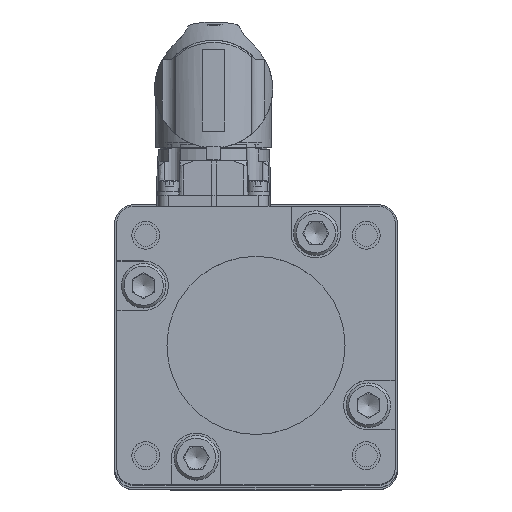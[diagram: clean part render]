
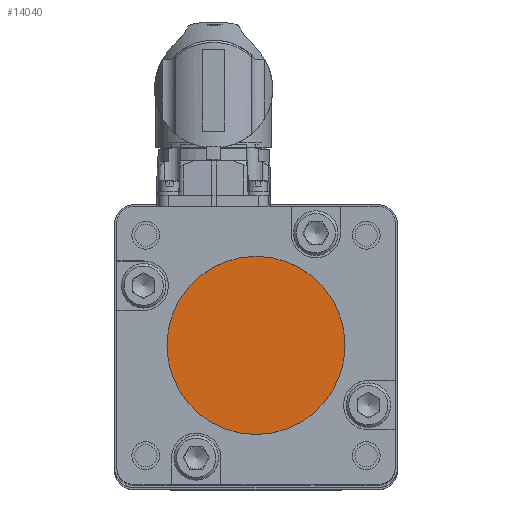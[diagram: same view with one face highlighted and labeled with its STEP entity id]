
A CAD part, top view. The second image highlights one B-rep face of the part: STEP entity #14040.
In plain terms, the highlighted planar face has unit normal (0, 0, 1).
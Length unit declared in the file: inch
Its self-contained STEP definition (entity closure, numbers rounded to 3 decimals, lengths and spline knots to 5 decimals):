
#1513 = CARTESIAN_POINT ( 'NONE',  ( 0.7874, 0., 4.9604 ) ) ;
#1980 = ORIENTED_EDGE ( 'NONE', *, *, #10425, .T. ) ;
#5394 = DIRECTION ( 'NONE',  ( 0., 0., 1. ) ) ;
#5551 = DIRECTION ( 'NONE',  ( 1., 0., 0. ) ) ;
#6948 = AXIS2_PLACEMENT_3D ( 'NONE', #24117, #5394, #5551 ) ;
#8757 = FACE_OUTER_BOUND ( 'NONE', #12966, .T. ) ;
#10425 = EDGE_CURVE ( 'NONE', #15447, #15447, #26091, .T. ) ;
#12966 = EDGE_LOOP ( 'NONE', ( #1980 ) ) ;
#13398 = DIRECTION ( 'NONE',  ( 1., 0., 0. ) ) ;
#14040 = ADVANCED_FACE ( 'NONE', ( #8757 ), #22520, .T. ) ;
#15447 = VERTEX_POINT ( 'NONE', #1513 ) ;
#20436 = CARTESIAN_POINT ( 'NONE',  ( 0., 0., 4.9604 ) ) ;
#21428 = AXIS2_PLACEMENT_3D ( 'NONE', #20436, #22233, #13398 ) ;
#22233 = DIRECTION ( 'NONE',  ( 0., 0., 1. ) ) ;
#22520 = PLANE ( 'NONE',  #21428 ) ;
#24117 = CARTESIAN_POINT ( 'NONE',  ( 0., 0., 4.9604 ) ) ;
#26091 = CIRCLE ( 'NONE', #6948, 0.7874 ) ;
